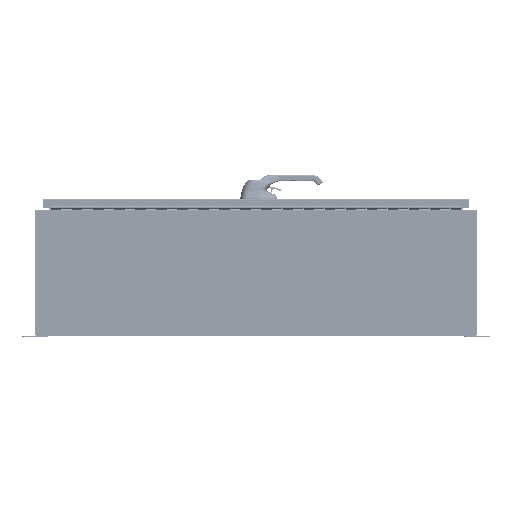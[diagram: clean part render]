
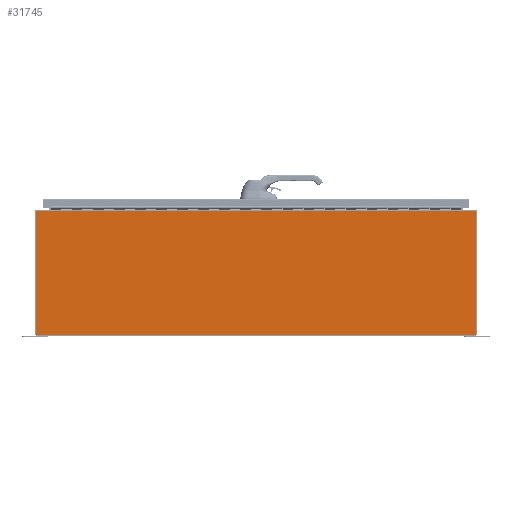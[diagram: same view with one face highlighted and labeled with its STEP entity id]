
A CAD part, left-side view. The second image highlights one B-rep face of the part: STEP entity #31745.
In plain terms, the highlighted face is planar.
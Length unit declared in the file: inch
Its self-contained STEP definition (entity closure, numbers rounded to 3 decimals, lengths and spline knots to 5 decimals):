
#1143 = EDGE_CURVE ( 'NONE', #74197, #62704, #128143, .T. ) ;
#4385 = VERTEX_POINT ( 'NONE', #73783 ) ;
#8468 = EDGE_LOOP ( 'NONE', ( #104842, #89803, #117780, #71108 ) ) ;
#13273 = CARTESIAN_POINT ( 'NONE',  ( -5.926, -20.926, 0.074 ) ) ;
#23871 = CARTESIAN_POINT ( 'NONE',  ( 5.89475, -20.926, 0.074 ) ) ;
#24813 = VECTOR ( 'NONE', #90360, 39.37008 ) ;
#30150 = LINE ( 'NONE', #125493, #99058 ) ;
#31745 = ADVANCED_FACE ( 'NONE', ( #119199 ), #127825, .T. ) ;
#43971 = VECTOR ( 'NONE', #137086, 39.37008 ) ;
#62704 = VERTEX_POINT ( 'NONE', #79038 ) ;
#71108 = ORIENTED_EDGE ( 'NONE', *, *, #71808, .F. ) ;
#71808 = EDGE_CURVE ( 'NONE', #129545, #74197, #143281, .T. ) ;
#73783 = CARTESIAN_POINT ( 'NONE',  ( 5.89475, 20.926, 0.074 ) ) ;
#74197 = VERTEX_POINT ( 'NONE', #13273 ) ;
#78958 = EDGE_CURVE ( 'NONE', #62704, #4385, #96716, .T. ) ;
#79038 = CARTESIAN_POINT ( 'NONE',  ( -5.926, 20.926, 0.074 ) ) ;
#88924 = CARTESIAN_POINT ( 'NONE',  ( -5.926, 20.926, 0.074 ) ) ;
#89803 = ORIENTED_EDGE ( 'NONE', *, *, #78958, .F. ) ;
#90360 = DIRECTION ( 'NONE',  ( 0., 1., 0. ) ) ;
#92220 = CARTESIAN_POINT ( 'NONE',  ( -5.926, -20.926, 0.074 ) ) ;
#96716 = LINE ( 'NONE', #88924, #127131 ) ;
#97959 = CARTESIAN_POINT ( 'NONE',  ( 5.926, -20.926, 0.074 ) ) ;
#99058 = VECTOR ( 'NONE', #150520, 39.37008 ) ;
#104842 = ORIENTED_EDGE ( 'NONE', *, *, #158114, .T. ) ;
#112301 = AXIS2_PLACEMENT_3D ( 'NONE', #125002, #124965, #124799 ) ;
#117780 = ORIENTED_EDGE ( 'NONE', *, *, #1143, .F. ) ;
#119199 = FACE_OUTER_BOUND ( 'NONE', #8468, .T. ) ;
#124799 = DIRECTION ( 'NONE',  ( 1., 0., 0. ) ) ;
#124965 = DIRECTION ( 'NONE',  ( 0., 0., 1. ) ) ;
#125002 = CARTESIAN_POINT ( 'NONE',  ( 0., 0., 0.074 ) ) ;
#125493 = CARTESIAN_POINT ( 'NONE',  ( 5.89475, -10.463, 0.074 ) ) ;
#127131 = VECTOR ( 'NONE', #140979, 39.37008 ) ;
#127825 = PLANE ( 'NONE',  #112301 ) ;
#128143 = LINE ( 'NONE', #92220, #24813 ) ;
#129545 = VERTEX_POINT ( 'NONE', #23871 ) ;
#137086 = DIRECTION ( 'NONE',  ( -1., 0., 0. ) ) ;
#140979 = DIRECTION ( 'NONE',  ( 1., 0., 0. ) ) ;
#143281 = LINE ( 'NONE', #97959, #43971 ) ;
#150520 = DIRECTION ( 'NONE',  ( 0., 1., 0. ) ) ;
#158114 = EDGE_CURVE ( 'NONE', #129545, #4385, #30150, .T. ) ;
